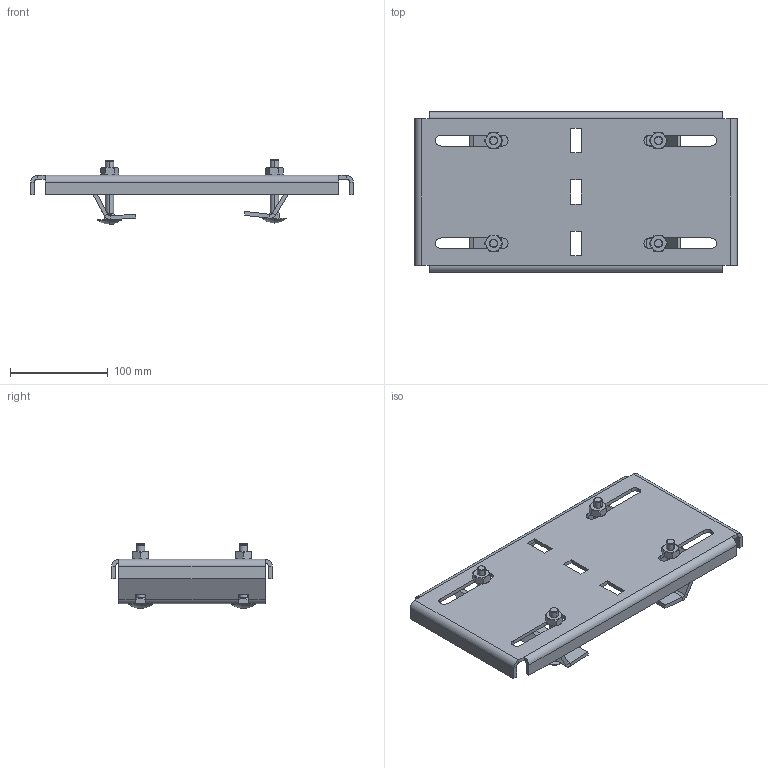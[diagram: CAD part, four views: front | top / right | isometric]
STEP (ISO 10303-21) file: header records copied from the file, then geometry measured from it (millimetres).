
FILE_DESCRIPTION (( 'STEP AP203' ), '1' );
FILE_NAME ('80-02-3031.STEP', '2013-05-06T06:35:23', ( 'asennus' ), ( '' ), 'SwSTEP 2.0', 'SolidWorks 2013', '' );
FILE_SCHEMA (( 'CONFIG_CONTROL_DESIGN' ));
Length unit declared in the file: millimetre
Products named in the file (1): 80-02-3031
Bounding box: 330 x 164 x 66.41 mm (x, y, z)
Volume: 356680.1 mm3; surface area: 192552.6 mm2
Topology: 11 solids, 11 shells, 330 faces, 744 edges, 436 vertices
Faces by surface type: plane 186, cylinder 72, cone 64, sphere 8
Entity records: 9813 total; most frequent: CARTESIAN_POINT 2455, DIRECTION 1510, ORIENTED_EDGE 1488, EDGE_CURVE 744, AXIS2_PLACEMENT_3D 555, VERTEX_POINT 436, LINE 400, VECTOR 400
